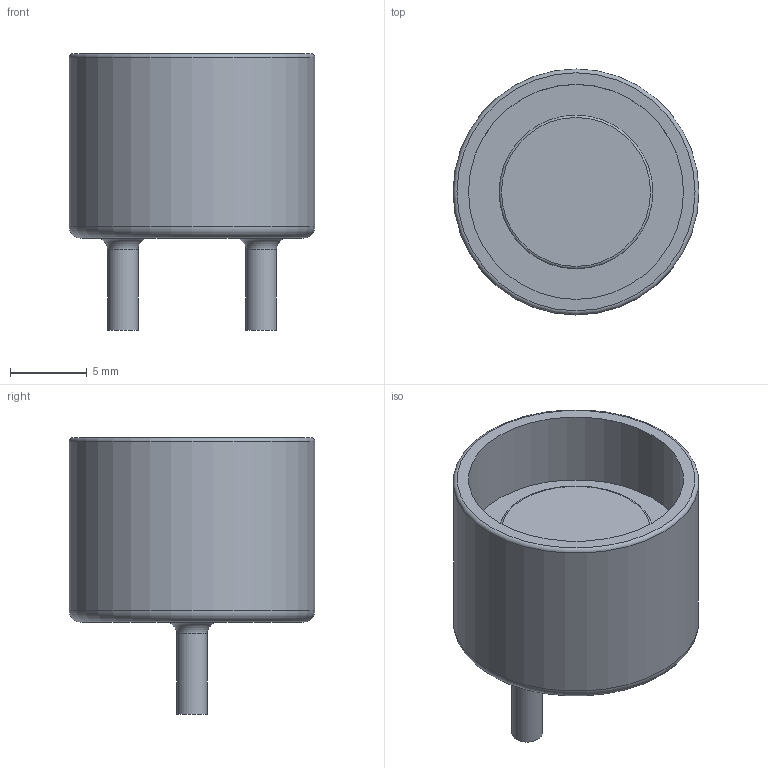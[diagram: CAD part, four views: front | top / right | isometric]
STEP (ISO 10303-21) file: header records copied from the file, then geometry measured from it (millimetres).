
FILE_DESCRIPTION(('FreeCAD Model'),'2;1');
FILE_NAME('Open CASCADE Shape Model','2023-08-22T15:23:22',('Author'),( ''),'Open CASCADE STEP processor 7.6','FreeCAD','Unknown');
FILE_SCHEMA(('AUTOMOTIVE_DESIGN { 1 0 10303 214 1 1 1 1 }'));
Length unit declared in the file: millimetre
Products named in the file (1): Fillet002
Bounding box: 16 x 16 x 18 mm (x, y, z)
Volume: 1754.3 mm3; surface area: 1304.6 mm2
Topology: 1 solids, 1 shells, 16 faces, 25 edges, 15 vertices
Faces by surface type: plane 6, cylinder 5, torus 5
Full cylindrical faces by diameter (mm): 2 x2, 10 x1, 14 x1, 16 x1
Entity records: 741 total; most frequent: CARTESIAN_POINT 141, DIRECTION 115, ORIENTED_EDGE 50, PCURVE 50, DEFINITIONAL_REPRESENTATION 50, AXIS2_PLACEMENT_3D 37, LINE 35, VECTOR 35
